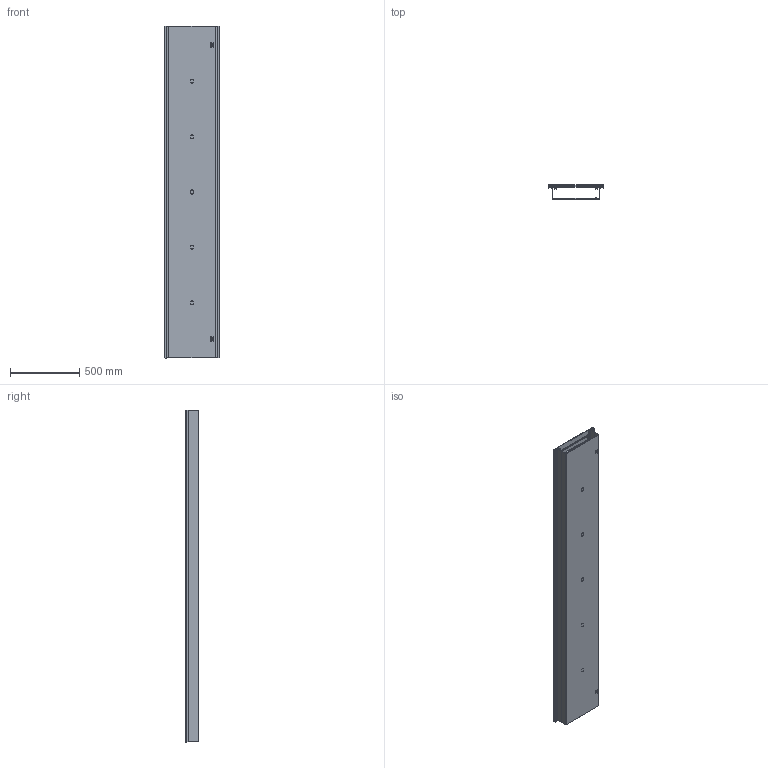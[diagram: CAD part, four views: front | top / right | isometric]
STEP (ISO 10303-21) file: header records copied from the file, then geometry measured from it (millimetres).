
FILE_DESCRIPTION (( 'STEP AP214' ), '1' );
FILE_NAME ('7424508.stp', '2021-06-03T09:40:42', ( '' ), ( '' ), 'SwSTEP 2.0', 'SolidWorks 2020', '' );
FILE_SCHEMA (( 'AUTOMOTIVE_DESIGN' ));
Length unit declared in the file: millimetre
Products named in the file (17): 43931C_Standard; 7424508; 40737C_Standard; 43172B_Standard; 43938B_39400970; P_30700584_4_Standard; 40731F_Standard; 35083B_Standard; 35104333_Standard; 43928C_Standard; 43423G_Standard; 32812b_Standard; 35104457_Standard
Assembly tree (77 placements, depth 3):
  7424508
    43928C_Standard
    43423G_Standard  x2
    32812b_Standard  x2
    40737C_Standard
      43931C_Standard
      P_30700584_4_Standard
    40731F_Standard
      43938B_39400970
      43172B_Standard  x6
      35104333_Standard  x6
      35083B_Standard
    35104457_Standard  x18
    40731F_Standard
      43938B_39400970
      43172B_Standard  x6
      35104333_Standard  x6
      35083B_Standard
    40731F_Standard
      43938B_39400970
      43172B_Standard  x6
      35104333_Standard  x6
      35083B_Standard
    40737C_Standard
      43931C_Standard
      P_30700584_4_Standard
    40737C_Standard
      43931C_Standard
      P_30700584_4_Standard
Bounding box: 402.9 x 100 x 2400 mm (x, y, z)
Volume: 7020025 mm3; surface area: 6715386.6 mm2
Topology: 71 solids, 71 shells, 1767 faces, 4544 edges, 3006 vertices
Faces by surface type: plane 1091, cylinder 464, bspline 122, cone 72, torus 18
Full cylindrical faces by diameter (mm): 3.48 x18, 3.5 x18, 4 x9, 4.8 x18, 5 x18, 5.8 x18, 6 x18, 7.1 x18, 8 x21
Entity records: 18220 total; most frequent: CARTESIAN_POINT 4987, ORIENTED_EDGE 2246, DIRECTION 2139, EDGE_CURVE 1123, VERTEX_POINT 738, LINE 719, VECTOR 719, AXIS2_PLACEMENT_3D 710
